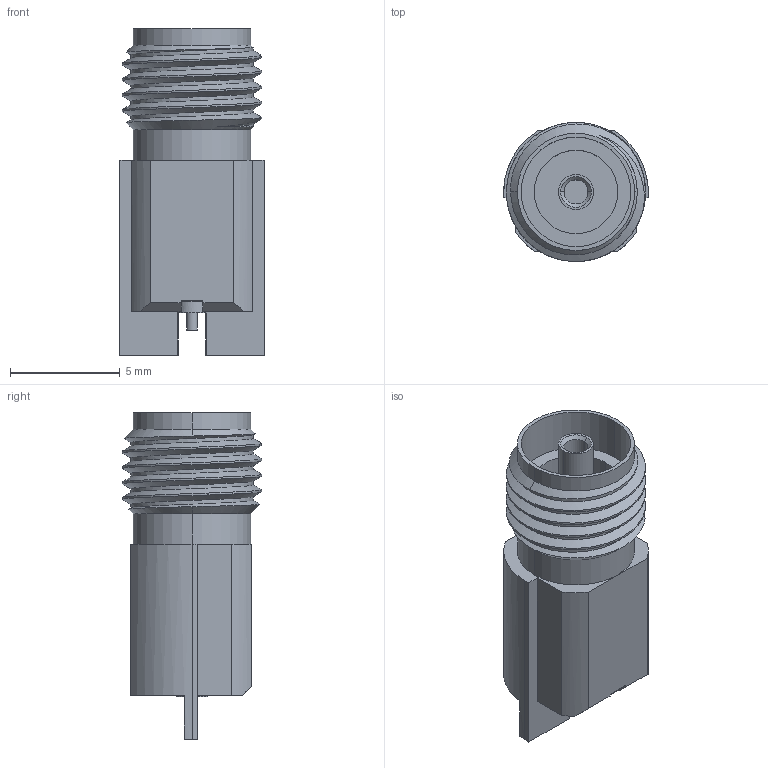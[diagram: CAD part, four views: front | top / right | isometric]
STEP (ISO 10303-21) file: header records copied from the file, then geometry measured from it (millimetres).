
FILE_DESCRIPTION (( 'STEP AP214' ), '1' );
FILE_NAME ('02K249-40ML5_STEP.STEP', '2024-12-05T08:48:43', ( '' ), ( '' ), 'SwSTEP 2.0', 'SolidWorks 2023', '' );
FILE_SCHEMA (( 'AUTOMOTIVE_DESIGN' ));
Length unit declared in the file: millimetre
Products named in the file (1): 02K249-40ML5_STEP
Bounding box: 6.6 x 6.35 x 14.9 mm (x, y, z)
Volume: 298.5 mm3; surface area: 496 mm2
Topology: 1 solids, 1 shells, 332 faces, 876 edges, 580 vertices
Faces by surface type: plane 194, bspline 94, cylinder 36, cone 8
Entity records: 16700 total; most frequent: CARTESIAN_POINT 9108, ORIENTED_EDGE 1752, DIRECTION 1202, EDGE_CURVE 876, VECTOR 596, LINE 596, VERTEX_POINT 580, EDGE_LOOP 366
